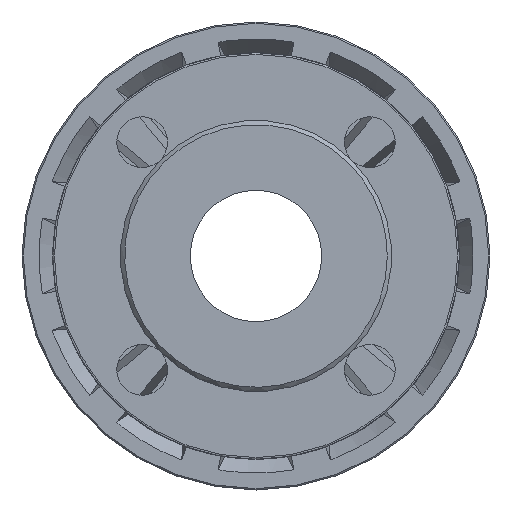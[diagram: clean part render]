
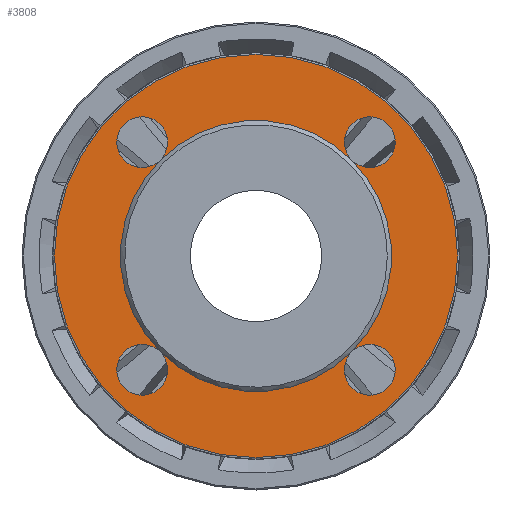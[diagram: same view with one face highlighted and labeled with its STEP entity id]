
A CAD part, front view. The second image highlights one B-rep face of the part: STEP entity #3808.
In plain terms, the highlighted free-form (B-spline) face has degree [1, 1] with [2, 2] control points.
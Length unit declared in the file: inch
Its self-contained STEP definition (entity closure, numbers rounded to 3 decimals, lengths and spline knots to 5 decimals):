
#3484=CARTESIAN_POINT('',(58.50229,-57.52886,27.72404));
#3485=VERTEX_POINT('',#3484);
#3486=CARTESIAN_POINT('',(58.76745,-57.79403,27.72404));
#3487=DIRECTION('',(0.,0.,1.0));
#3488=DIRECTION('',(0.707,-0.707,0.));
#3489=AXIS2_PLACEMENT_3D('',#3486,#3487,#3488);
#3490=CIRCLE('',#3489,0.375);
#3491=EDGE_CURVE('',#3485,#3485,#3490,.T.);
#3501=CARTESIAN_POINT('',(55.67386,-57.52886,27.72404));
#3502=VERTEX_POINT('',#3501);
#3503=CARTESIAN_POINT('',(55.4087,-57.79403,27.72404));
#3504=DIRECTION('',(0.,0.,-1.0));
#3505=DIRECTION('',(0.707,-0.707,0.));
#3506=AXIS2_PLACEMENT_3D('',#3503,#3504,#3505);
#3507=CIRCLE('',#3506,0.375);
#3508=EDGE_CURVE('',#3502,#3502,#3507,.T.);
#3650=CARTESIAN_POINT('',(60.06308,-56.11465,27.72404));
#3651=VERTEX_POINT('',#3650);
#3652=CARTESIAN_POINT('',(57.08808,-56.11465,27.72404));
#3653=DIRECTION('',(0.0,0.0,1.0));
#3654=DIRECTION('',(0.0,1.0,0.0));
#3655=AXIS2_PLACEMENT_3D('',#3652,#3653,#3654);
#3656=CIRCLE('',#3655,2.975);
#3657=EDGE_CURVE('',#3651,#3651,#3656,.T.);
#3743=CARTESIAN_POINT('',(58.50229,-54.70044,27.72404));
#3744=VERTEX_POINT('',#3743);
#3745=CARTESIAN_POINT('',(57.08808,-56.11465,27.72404));
#3746=DIRECTION('',(0.,0.,1.0));
#3747=DIRECTION('',(-0.707,-0.707,0.));
#3748=AXIS2_PLACEMENT_3D('',#3745,#3746,#3747);
#3749=CIRCLE('',#3748,2.);
#3750=EDGE_CURVE('',#3485,#3744,#3749,.T.);
#3752=CARTESIAN_POINT('',(55.67386,-54.70044,27.72404));
#3753=VERTEX_POINT('',#3752);
#3754=CARTESIAN_POINT('',(57.08808,-56.11465,27.72404));
#3755=DIRECTION('',(0.,0.,1.0));
#3756=DIRECTION('',(-0.707,-0.707,0.));
#3757=AXIS2_PLACEMENT_3D('',#3754,#3755,#3756);
#3758=CIRCLE('',#3757,2.);
#3759=EDGE_CURVE('',#3744,#3753,#3758,.T.);
#3761=CARTESIAN_POINT('',(57.08808,-56.11465,27.72404));
#3762=DIRECTION('',(0.,0.,-1.0));
#3763=DIRECTION('',(-0.707,0.707,0.));
#3764=AXIS2_PLACEMENT_3D('',#3761,#3762,#3763);
#3765=CIRCLE('',#3764,2.);
#3766=EDGE_CURVE('',#3502,#3753,#3765,.T.);
#3768=CARTESIAN_POINT('',(57.08808,-56.11465,27.72404));
#3769=DIRECTION('',(0.,0.,-1.0));
#3770=DIRECTION('',(-0.707,0.707,0.));
#3771=AXIS2_PLACEMENT_3D('',#3768,#3769,#3770);
#3772=CIRCLE('',#3771,2.);
#3773=EDGE_CURVE('',#3485,#3502,#3772,.T.);
#3778=CARTESIAN_POINT('',(57.08808,-50.16465,27.72404));
#3779=CARTESIAN_POINT('',(51.13808,-56.11465,27.72404));
#3780=CARTESIAN_POINT('',(63.03808,-56.11465,27.72404));
#3781=CARTESIAN_POINT('',(57.08808,-62.06465,27.72404));
#3782=B_SPLINE_SURFACE_WITH_KNOTS('',1,1,((#3778,#3780),(#3779,#3781)),.UNSPECIFIED.,.F.,.F.,.U.,(2,2),(2,2),(0.0,8.41457),(0.0,8.41457),.UNSPECIFIED.);
#3783=ORIENTED_EDGE('',*,*,#3657,.T.);
#3784=EDGE_LOOP('',(#3783));
#3785=FACE_OUTER_BOUND('',#3784,.T.);
#3786=ORIENTED_EDGE('',*,*,#3750,.F.);
#3787=ORIENTED_EDGE('',*,*,#3491,.F.);
#3788=ORIENTED_EDGE('',*,*,#3773,.T.);
#3789=ORIENTED_EDGE('',*,*,#3508,.T.);
#3790=ORIENTED_EDGE('',*,*,#3766,.T.);
#3791=CARTESIAN_POINT('',(55.4087,-54.43527,27.72404));
#3792=DIRECTION('',(0.,0.,1.0));
#3793=DIRECTION('',(0.707,0.707,0.));
#3794=AXIS2_PLACEMENT_3D('',#3791,#3792,#3793);
#3795=CIRCLE('',#3794,0.375);
#3796=EDGE_CURVE('',#3753,#3753,#3795,.T.);
#3797=ORIENTED_EDGE('',*,*,#3796,.F.);
#3798=ORIENTED_EDGE('',*,*,#3759,.F.);
#3799=CARTESIAN_POINT('',(58.76745,-54.43527,27.72404));
#3800=DIRECTION('',(0.,0.,-1.0));
#3801=DIRECTION('',(0.707,0.707,0.));
#3802=AXIS2_PLACEMENT_3D('',#3799,#3800,#3801);
#3803=CIRCLE('',#3802,0.375);
#3804=EDGE_CURVE('',#3744,#3744,#3803,.T.);
#3805=ORIENTED_EDGE('',*,*,#3804,.T.);
#3806=EDGE_LOOP('',(#3786,#3787,#3788,#3789,#3790,#3797,#3798,#3805));
#3807=FACE_BOUND('',#3806,.T.);
#3808=ADVANCED_FACE('',(#3785,#3807),#3782,.T.);
